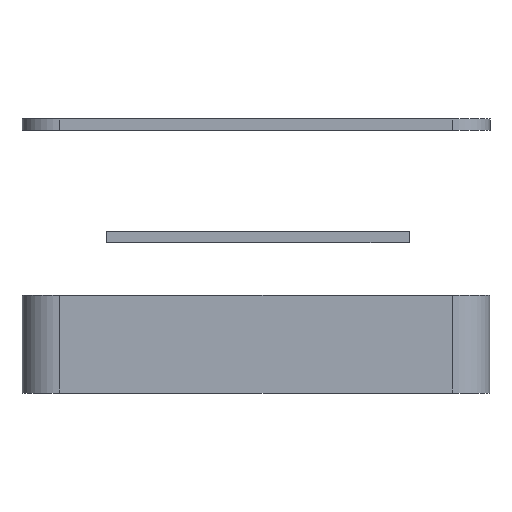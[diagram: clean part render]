
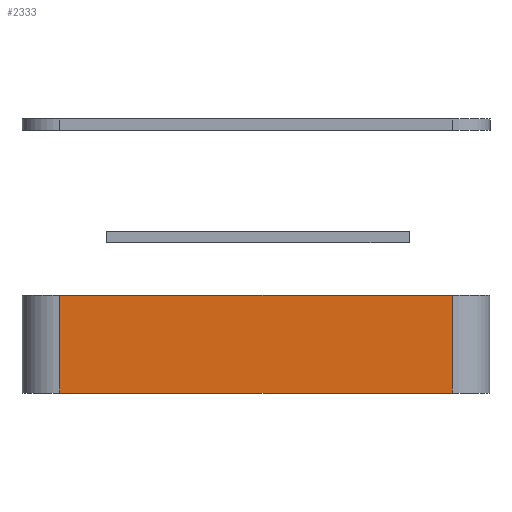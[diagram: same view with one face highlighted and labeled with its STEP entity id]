
A CAD part, left-side view. The second image highlights one B-rep face of the part: STEP entity #2333.
In plain terms, the highlighted planar face has unit normal (-1, 0, 0).
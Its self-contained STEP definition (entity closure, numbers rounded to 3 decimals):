
#143=PLANE('',#2505);
#197=FACE_OUTER_BOUND('',#321,.T.);
#321=EDGE_LOOP('',(#1647,#1648,#1649,#1650));
#526=LINE('',#3496,#716);
#534=LINE('',#3513,#724);
#550=LINE('',#3562,#740);
#551=LINE('',#3565,#741);
#716=VECTOR('',#2766,10.);
#724=VECTOR('',#2778,10.);
#740=VECTOR('',#2822,10.);
#741=VECTOR('',#2827,10.);
#1045=VERTEX_POINT('',#3489);
#1048=VERTEX_POINT('',#3494);
#1055=VERTEX_POINT('',#3512);
#1074=VERTEX_POINT('',#3561);
#1268=EDGE_CURVE('',#1048,#1045,#526,.T.);
#1276=EDGE_CURVE('',#1045,#1055,#534,.T.);
#1301=EDGE_CURVE('',#1055,#1074,#550,.T.);
#1303=EDGE_CURVE('',#1074,#1048,#551,.T.);
#1647=ORIENTED_EDGE('',*,*,#1268,.F.);
#1648=ORIENTED_EDGE('',*,*,#1303,.F.);
#1649=ORIENTED_EDGE('',*,*,#1301,.F.);
#1650=ORIENTED_EDGE('',*,*,#1276,.F.);
#2333=ADVANCED_FACE('',(#197),#143,.T.);
#2505=AXIS2_PLACEMENT_3D('',#3564,#2825,#2826);
#2766=DIRECTION('',(0.,0.,1.));
#2778=DIRECTION('',(0.,-1.,0.));
#2822=DIRECTION('',(0.,0.,-1.));
#2825=DIRECTION('center_axis',(-1.,0.,0.));
#2826=DIRECTION('ref_axis',(0.,-1.,0.));
#2827=DIRECTION('',(0.,1.,0.));
#3489=CARTESIAN_POINT('',(-58.58,45.369,13.));
#3494=CARTESIAN_POINT('',(-58.58,45.369,0.));
#3496=CARTESIAN_POINT('',(-58.58,45.369,0.));
#3512=CARTESIAN_POINT('',(-58.58,-6.961,13.));
#3513=CARTESIAN_POINT('',(-58.58,-11.961,13.));
#3561=CARTESIAN_POINT('',(-58.58,-6.961,0.));
#3562=CARTESIAN_POINT('',(-58.58,-6.961,0.));
#3564=CARTESIAN_POINT('Origin',(-58.58,50.369,0.));
#3565=CARTESIAN_POINT('',(-58.58,-11.961,0.));
